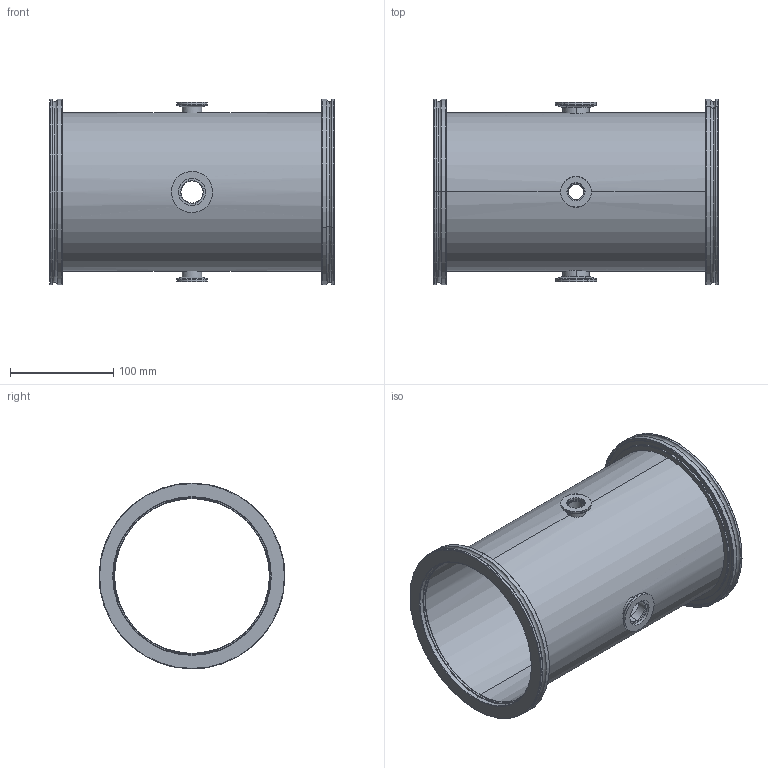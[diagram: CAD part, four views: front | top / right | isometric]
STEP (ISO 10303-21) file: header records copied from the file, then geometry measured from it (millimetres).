
FILE_DESCRIPTION (( 'STEP AP214' ), '1' );
FILE_NAME ('Hositrad_ISO-X6R-160.STEP', '2017-06-07T08:08:31', ( 'Gebruiker' ), ( '' ), 'SwSTEP 2.0', 'SolidWorks 2017', '' );
FILE_SCHEMA (( 'AUTOMOTIVE_DESIGN' ));
Length unit declared in the file: millimetre
Products named in the file (5): Hositrad_ISO-X6R-160; ISO-K_6-Way-KF-Reducing-Cross_All_ISO160-T; ISO-K-Weld-All_ISO160-154; KF16-19WS_KF16-19; KF25-WS_KF25-25Ws
Assembly tree (7 placements, depth 2):
  Hositrad_ISO-X6R-160
    ISO-K_6-Way-KF-Reducing-Cross_All_ISO160-T
    ISO-K-Weld-All_ISO160-154  x2
    KF16-19WS_KF16-19  x2
    KF25-WS_KF25-25Ws  x2
Bounding box: 276 x 180 x 180 mm (x, y, z)
Volume: 407424.4 mm3; surface area: 324206 mm2
Topology: 7 solids, 7 shells, 162 faces, 336 edges, 200 vertices
Faces by surface type: cylinder 80, cone 32, plane 30, torus 20
Entity records: 3504 total; most frequent: CARTESIAN_POINT 1168, DIRECTION 506, ORIENTED_EDGE 400, AXIS2_PLACEMENT_3D 218, EDGE_CURVE 200, VERTEX_POINT 120, EDGE_LOOP 116, CIRCLE 114
